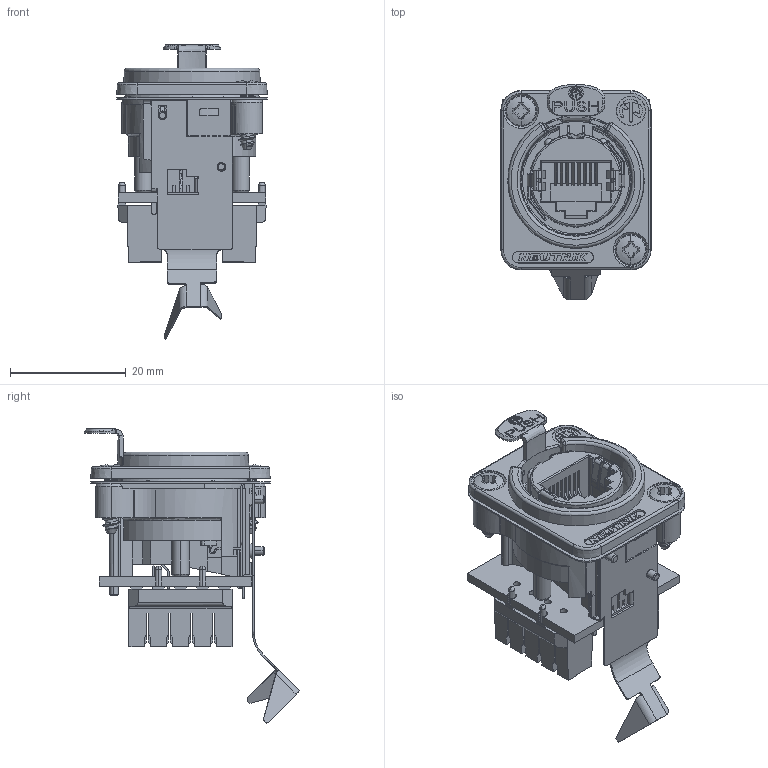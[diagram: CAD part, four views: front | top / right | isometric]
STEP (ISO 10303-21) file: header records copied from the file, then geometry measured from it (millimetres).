
FILE_DESCRIPTION((''),'2;1');
FILE_NAME('NE8FDV-YK_DUMMY_ASM','2019-08-27T15:20:18',('odo'),(''),'CREO PARAMETRIC BY PTC INC, 2018500','CREO PARAMETRIC BY PTC INC, 2018500','');
FILE_SCHEMA(('CONFIG_CONTROL_DESIGN'));
Products named in the file (4): NE8FDV-YK; 91900401; 91113181; NE8FDV-YK_DUMMY_ASM
Assembly tree (4 placements, depth 2):
  NE8FDV-YK_DUMMY_ASM
    NE8FDV-YK
    91900401  x2
    91113181
Bounding box: 26 x 37.2 x 50.85 mm (x, y, z)
Volume: 8856.7 mm3; surface area: 13902.1 mm2
Topology: 4 solids, 23 shells, 2815 faces, 7634 edges, 4798 vertices
Faces by surface type: plane 1918, cylinder 588, bspline 141, cone 99, torus 49, sphere 20
Entity records: 92813 total; most frequent: CARTESIAN_POINT 23469, ORIENTED_EDGE 14950, DIRECTION 13689, EDGE_CURVE 7475, VECTOR 5535, LINE 5535, VERTEX_POINT 4702, AXIS2_PLACEMENT_3D 4077
